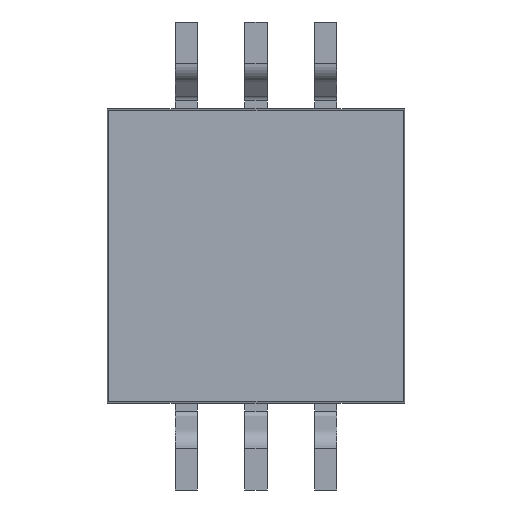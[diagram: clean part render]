
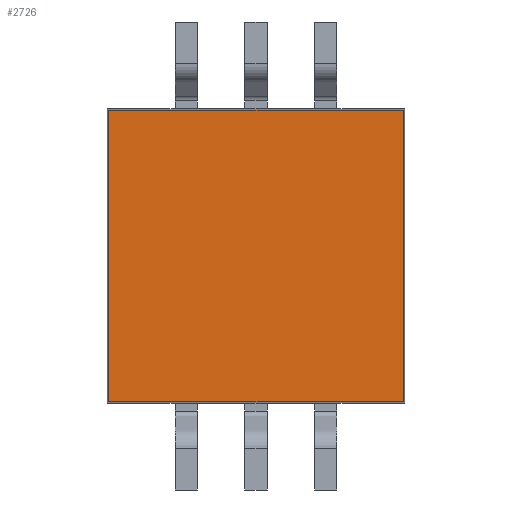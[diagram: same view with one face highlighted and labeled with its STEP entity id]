
A CAD part, front view. The second image highlights one B-rep face of the part: STEP entity #2726.
In plain terms, the highlighted planar face has unit normal (0, -1, 0).
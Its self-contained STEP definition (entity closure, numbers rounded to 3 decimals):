
#9 = VECTOR ( 'NONE', #2652, 1000. ) ;
#1055 = CARTESIAN_POINT ( 'NONE',  ( 0.501, -0.9, 2.644 ) ) ;
#1368 = VERTEX_POINT ( 'NONE', #3006 ) ;
#1731 = EDGE_CURVE ( 'NONE', #3576, #17050, #14377, .T. ) ;
#1778 = ORIENTED_EDGE ( 'NONE', *, *, #1731, .F. ) ;
#2124 = CARTESIAN_POINT ( 'NONE',  ( 0.501, -0.9, -2.644 ) ) ;
#2360 = DIRECTION ( 'NONE',  ( 0., 1., 0. ) ) ;
#2652 = DIRECTION ( 'NONE',  ( -1., 0., 0. ) ) ;
#2726 = ADVANCED_FACE ( 'NONE', ( #8897 ), #17355, .F. ) ;
#3006 = CARTESIAN_POINT ( 'NONE',  ( 5.849, -0.9, -2.644 ) ) ;
#3576 = VERTEX_POINT ( 'NONE', #10915 ) ;
#4869 = VECTOR ( 'NONE', #8204, 1000. ) ;
#7237 = CARTESIAN_POINT ( 'NONE',  ( 0.501, -0.9, 2.644 ) ) ;
#8204 = DIRECTION ( 'NONE',  ( 0., 0., -1. ) ) ;
#8240 = ORIENTED_EDGE ( 'NONE', *, *, #11054, .F. ) ;
#8282 = EDGE_CURVE ( 'NONE', #13701, #1368, #13215, .T. ) ;
#8897 = FACE_OUTER_BOUND ( 'NONE', #14366, .T. ) ;
#9202 = LINE ( 'NONE', #13665, #9 ) ;
#9809 = ORIENTED_EDGE ( 'NONE', *, *, #8282, .F. ) ;
#10590 = CARTESIAN_POINT ( 'NONE',  ( 0., -0.9, 0. ) ) ;
#10636 = AXIS2_PLACEMENT_3D ( 'NONE', #10590, #2360, #12077 ) ;
#10915 = CARTESIAN_POINT ( 'NONE',  ( 0.501, -0.9, -2.644 ) ) ;
#11054 = EDGE_CURVE ( 'NONE', #17050, #13701, #16670, .T. ) ;
#12077 = DIRECTION ( 'NONE',  ( 1., 0., 0. ) ) ;
#13215 = LINE ( 'NONE', #13641, #4869 ) ;
#13641 = CARTESIAN_POINT ( 'NONE',  ( 5.849, -0.9, 2.644 ) ) ;
#13665 = CARTESIAN_POINT ( 'NONE',  ( 5.849, -0.9, -2.644 ) ) ;
#13701 = VERTEX_POINT ( 'NONE', #15520 ) ;
#14366 = EDGE_LOOP ( 'NONE', ( #16962, #9809, #8240, #1778 ) ) ;
#14377 = LINE ( 'NONE', #2124, #16926 ) ;
#15520 = CARTESIAN_POINT ( 'NONE',  ( 5.849, -0.9, 2.644 ) ) ;
#15596 = VECTOR ( 'NONE', #17332, 1000. ) ;
#16670 = LINE ( 'NONE', #1055, #15596 ) ;
#16894 = EDGE_CURVE ( 'NONE', #1368, #3576, #9202, .T. ) ;
#16926 = VECTOR ( 'NONE', #17402, 1000. ) ;
#16962 = ORIENTED_EDGE ( 'NONE', *, *, #16894, .F. ) ;
#17050 = VERTEX_POINT ( 'NONE', #7237 ) ;
#17332 = DIRECTION ( 'NONE',  ( 1., 0., 0. ) ) ;
#17355 = PLANE ( 'NONE',  #10636 ) ;
#17402 = DIRECTION ( 'NONE',  ( 0., 0., 1. ) ) ;
